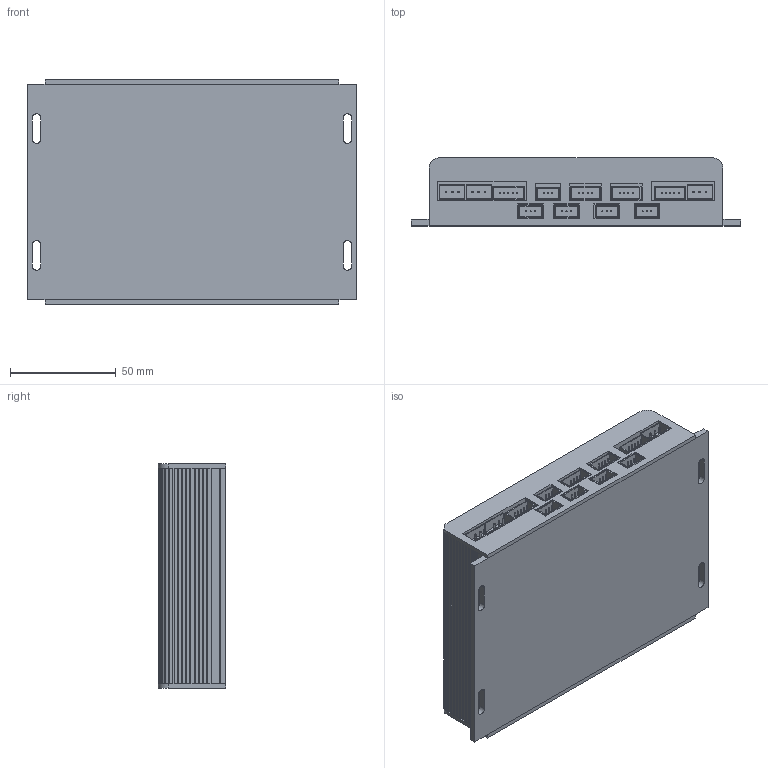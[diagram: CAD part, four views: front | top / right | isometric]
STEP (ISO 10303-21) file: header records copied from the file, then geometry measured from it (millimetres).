
FILE_DESCRIPTION (( 'STEP AP203' ), '1' );
FILE_NAME ('驱动器DR03.STEP', '2022-05-18T07:00:00', ( 'PS' ), ( '' ), 'SwSTEP 2.0', 'SolidWorks 2018', '' );
FILE_SCHEMA (( 'CONFIG_CONTROL_DESIGN' ));
Length unit declared in the file: millimetre
Products named in the file (1): 驱动器DR03
Bounding box: 156 x 32 x 106 mm (x, y, z)
Volume: 459909.8 mm3; surface area: 63635 mm2
Topology: 13 solids, 13 shells, 651 faces, 2546 edges, 2127 vertices
Faces by surface type: plane 533, cylinder 118
Entity records: 32847 total; most frequent: CARTESIAN_POINT 11183, ORIENTED_EDGE 5092, DIRECTION 3558, EDGE_CURVE 2546, VERTEX_POINT 2127, LINE 1758, VECTOR 1758, AXIS2_PLACEMENT_3D 900
